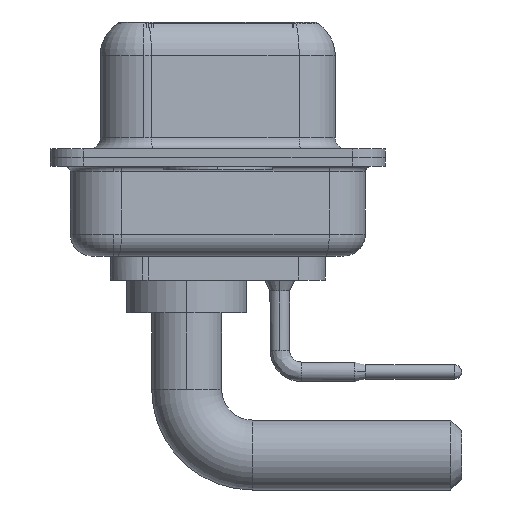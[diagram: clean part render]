
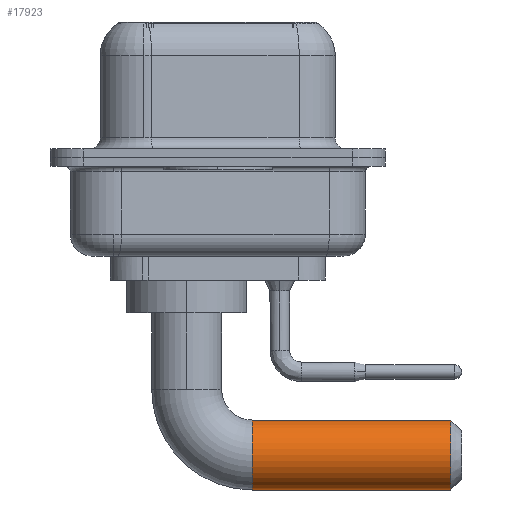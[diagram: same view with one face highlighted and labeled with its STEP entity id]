
A CAD part, left-side view. The second image highlights one B-rep face of the part: STEP entity #17923.
In plain terms, the highlighted cylindrical face has radius 1.6 mm (diameter 3.2 mm), a partial arc.
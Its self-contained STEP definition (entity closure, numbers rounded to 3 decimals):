
#609 = ORIENTED_EDGE ( 'NONE', *, *, #16087, .T. ) ;
#1340 = CARTESIAN_POINT ( 'NONE',  ( 0., -3., -4.9 ) ) ;
#1662 = AXIS2_PLACEMENT_3D ( 'NONE', #6076, #9213, #16660 ) ;
#1912 = CARTESIAN_POINT ( 'NONE',  ( 0., -12.07, -4.9 ) ) ;
#2443 = VERTEX_POINT ( 'NONE', #1912 ) ;
#3012 = DIRECTION ( 'NONE',  ( 0., -1., 0. ) ) ;
#3023 = FACE_OUTER_BOUND ( 'NONE', #13540, .T. ) ;
#3060 = CARTESIAN_POINT ( 'NONE',  ( 0., -3., -6.5 ) ) ;
#3611 = EDGE_CURVE ( 'NONE', #12929, #6567, #14672, .T. ) ;
#4464 = DIRECTION ( 'NONE',  ( 0., -1., 0. ) ) ;
#5662 = CARTESIAN_POINT ( 'NONE',  ( 0., -3., -8.1 ) ) ;
#6076 = CARTESIAN_POINT ( 'NONE',  ( 0., -12.07, -6.5 ) ) ;
#6567 = VERTEX_POINT ( 'NONE', #19050 ) ;
#6649 = CIRCLE ( 'NONE', #8842, 1.6 ) ;
#6913 = CARTESIAN_POINT ( 'NONE',  ( 0., -3., -8.1 ) ) ;
#6941 = AXIS2_PLACEMENT_3D ( 'NONE', #19113, #4464, #14666 ) ;
#7290 = LINE ( 'NONE', #1340, #9393 ) ;
#7402 = CYLINDRICAL_SURFACE ( 'NONE', #6941, 1.6 ) ;
#8842 = AXIS2_PLACEMENT_3D ( 'NONE', #3060, #16762, #13426 ) ;
#9213 = DIRECTION ( 'NONE',  ( 0., 1., 0. ) ) ;
#9393 = VECTOR ( 'NONE', #3012, 1000. ) ;
#10727 = DIRECTION ( 'NONE',  ( 0., -1., 0. ) ) ;
#12929 = VERTEX_POINT ( 'NONE', #6913 ) ;
#13426 = DIRECTION ( 'NONE',  ( -1., 0., 0. ) ) ;
#13449 = VECTOR ( 'NONE', #10727, 1000. ) ;
#13540 = EDGE_LOOP ( 'NONE', ( #18773, #14404, #18493, #609 ) ) ;
#14404 = ORIENTED_EDGE ( 'NONE', *, *, #16158, .T. ) ;
#14666 = DIRECTION ( 'NONE',  ( 0., 0., -1. ) ) ;
#14672 = LINE ( 'NONE', #5662, #13449 ) ;
#15120 = EDGE_CURVE ( 'NONE', #18971, #2443, #7290, .T. ) ;
#15418 = CIRCLE ( 'NONE', #1662, 1.6 ) ;
#15476 = CARTESIAN_POINT ( 'NONE',  ( 0., -3., -4.9 ) ) ;
#16087 = EDGE_CURVE ( 'NONE', #6567, #2443, #15418, .T. ) ;
#16158 = EDGE_CURVE ( 'NONE', #18971, #12929, #6649, .T. ) ;
#16660 = DIRECTION ( 'NONE',  ( 0., 0., -1. ) ) ;
#16762 = DIRECTION ( 'NONE',  ( 0., -1., 0. ) ) ;
#17923 = ADVANCED_FACE ( 'NONE', ( #3023 ), #7402, .T. ) ;
#18493 = ORIENTED_EDGE ( 'NONE', *, *, #3611, .T. ) ;
#18773 = ORIENTED_EDGE ( 'NONE', *, *, #15120, .F. ) ;
#18971 = VERTEX_POINT ( 'NONE', #15476 ) ;
#19050 = CARTESIAN_POINT ( 'NONE',  ( 0., -12.07, -8.1 ) ) ;
#19113 = CARTESIAN_POINT ( 'NONE',  ( 0., -3., -6.5 ) ) ;
